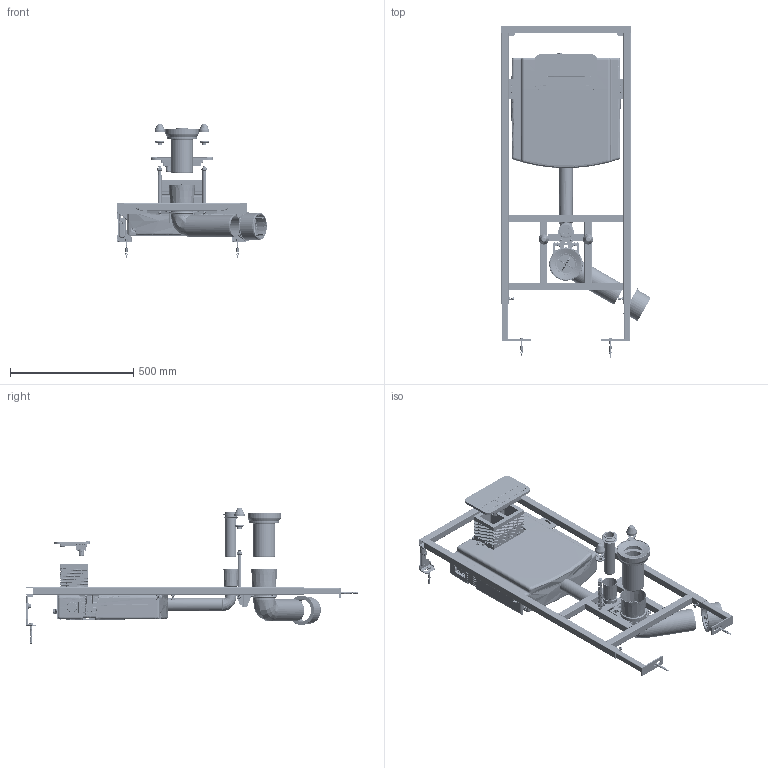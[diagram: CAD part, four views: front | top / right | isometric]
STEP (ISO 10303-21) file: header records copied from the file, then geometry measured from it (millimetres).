
FILE_DESCRIPTION((''),'2;1');
FILE_NAME('90_771_81_S005_ASM','2019-01-22T',('mberthel'),(''),'PRO/ENGINEER BY PARAMETRIC TECHNOLOGY CORPORATION, 2015030','PRO/ENGINEER BY PARAMETRIC TECHNOLOGY CORPORATION, 2015030','');
FILE_SCHEMA(('CONFIG_CONTROL_DESIGN'));
Length unit declared in the file: millimetre
Products named in the file (1): 90_771_81_S005_ASM
Bounding box: 606.21 x 1345 x 548.25 mm (x, y, z)
Surface area: 3607201.4 mm2 (no closed solid volume)
Topology: 0 solids, 675 shells, 9963 faces, 37777 edges, 27621 vertices
Faces by surface type: plane 4569, cylinder 3102, cone 864, bspline 853, torus 505, sphere 64, extrusion 6
Entity records: 552670 total; most frequent: CARTESIAN_POINT 216134, DIRECTION 55054, ORIENTED_EDGE 54932, EDGE_CURVE 37734, VERTEX_POINT 27620, VECTOR 20670, LINE 20664, AXIS2_PLACEMENT_3D 17192
